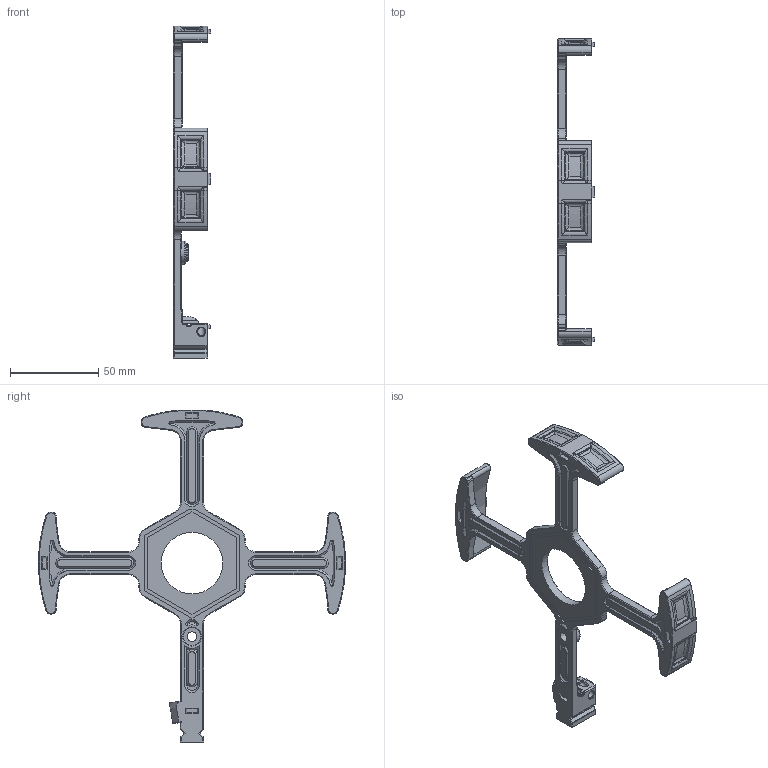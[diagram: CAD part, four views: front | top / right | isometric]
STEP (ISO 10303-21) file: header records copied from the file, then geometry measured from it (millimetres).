
FILE_DESCRIPTION(/* description */ ('STEP AP242','CAx-IF Rec.Pracs.---Representation and Presentation of Product Manufacturing Information (PMI)---4.0---2014-10-13','CAx-IF Rec.Pracs.---3D Tessellated Geometry---0.4---2014-09-14','2;1'),/* implementation_level */ '2;1');
FILE_NAME(/* name */ '64a006fb94a63c526fd54724',/* time_stamp */ '2023-07-01T10:59:09Z',/* author */ (''),/* organization */ (''),/* preprocessor_version */ 'ST-DEVELOPER v19.4',/* originating_system */ ' ',/* authorisation */ ' ');
FILE_SCHEMA (('AP242_MANAGED_MODEL_BASED_3D_ENGINEERING_MIM_LF { 1 0 10303 442 1 1 4 }'));
Length unit declared in the file: metre
Products named in the file (1): PatchWall_1-x_M8
Bounding box: 21 x 173 x 187.6 mm (x, y, z)
Volume: 43345.1 mm3; surface area: 26504.2 mm2
Topology: 1 solids, 2 shells, 845 faces, 2158 edges, 1322 vertices
Faces by surface type: plane 343, cylinder 199, cone 164, bspline 102, torus 35, sphere 2
Full cylindrical faces by diameter (mm): 3.2 x1, 4.1 x2, 5.4 x1, 10 x1, 10.4 x1, 13 x1, 34.77 x1
Entity records: 29463 total; most frequent: CARTESIAN_POINT 9845, ORIENTED_EDGE 4230, DIRECTION 3881, EDGE_CURVE 2115, AXIS2_PLACEMENT_3D 1416, VERTEX_POINT 1314, LINE 1049, VECTOR 1049
